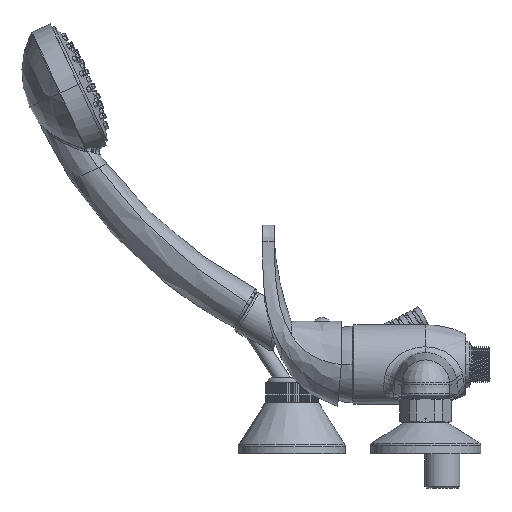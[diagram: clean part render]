
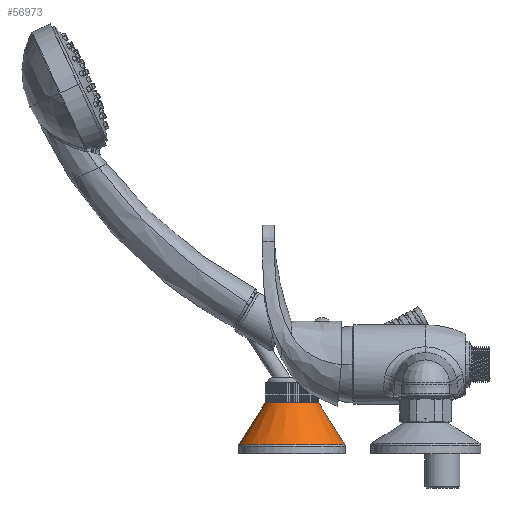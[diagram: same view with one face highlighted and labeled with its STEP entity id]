
A CAD part, left-side view. The second image highlights one B-rep face of the part: STEP entity #56973.
In plain terms, the highlighted conical face has half-angle 32 degrees and reference radius 23.872 mm.
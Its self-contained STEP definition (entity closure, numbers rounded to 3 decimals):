
#38427=CARTESIAN_POINT('',(170.,80.,-22.97));
#38428=DIRECTION('',(0.,0.,1.));
#38429=DIRECTION('',(0.,1.,0.));
#38430=AXIS2_PLACEMENT_3D('',#38427,#38428,#38429);
#38819=DIRECTION('',(0.,-0.53,0.848));
#38820=VECTOR('',#38819,29.531);
#38821=CARTESIAN_POINT('',(170.,111.696,
-48.014));
#38822=LINE('',#38821,#38820);
#38823=DIRECTION('',(0.,-0.53,-0.848));
#38824=VECTOR('',#38823,29.531);
#38825=CARTESIAN_POINT('',(170.,63.953,-22.97));
#38826=LINE('',#38825,#38824);
#38847=CARTESIAN_POINT('',(170.,80.,-48.014));
#38848=DIRECTION('',(0.,0.,-1.));
#38849=DIRECTION('',(0.,-1.,0.));
#38850=AXIS2_PLACEMENT_3D('',#38847,#38848,#38849);
#46653=CARTESIAN_POINT('',(170.,96.047,
-22.97));
#46654=CARTESIAN_POINT('',(170.,63.953,-22.97));
#46655=VERTEX_POINT('',#46653);
#46656=VERTEX_POINT('',#46654);
#46657=CARTESIAN_POINT('',(170.,111.696,
-48.014));
#46658=CARTESIAN_POINT('',(170.,48.304,-48.014));
#46659=VERTEX_POINT('',#46657);
#46660=VERTEX_POINT('',#46658);
#56961=CARTESIAN_POINT('',(170.,80.,-35.492));
#56962=DIRECTION('',(0.,0.,-1.));
#56963=DIRECTION('',(0.,-1.,0.));
#56964=AXIS2_PLACEMENT_3D('',#56961,#56962,#56963);
#56965=CONICAL_SURFACE('',#56964,23.872,32.);
#56966=ORIENTED_EDGE('',*,*,#56762,.T.);
#56967=ORIENTED_EDGE('',*,*,#56948,.T.);
#56969=ORIENTED_EDGE('',*,*,#56968,.T.);
#56970=ORIENTED_EDGE('',*,*,#56944,.T.);
#56971=EDGE_LOOP('',(#56966,#56967,#56969,#56970));
#56972=FACE_OUTER_BOUND('',#56971,.F.);
#56973=ADVANCED_FACE('',(#56972),#56965,.T.);
#38431=CIRCLE('',#38430,16.047);
#38851=CIRCLE('',#38850,31.696);
#56762=EDGE_CURVE('',#46655,#46656,#38431,.T.);
#56944=EDGE_CURVE('',#46659,#46655,#38822,.T.);
#56948=EDGE_CURVE('',#46656,#46660,#38826,.T.);
#56968=EDGE_CURVE('',#46660,#46659,#38851,.T.);
